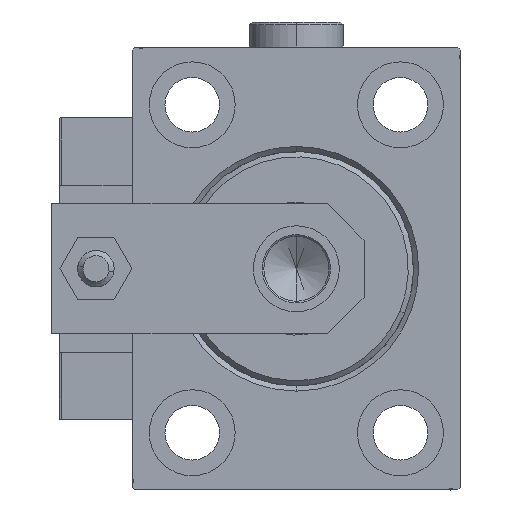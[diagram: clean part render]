
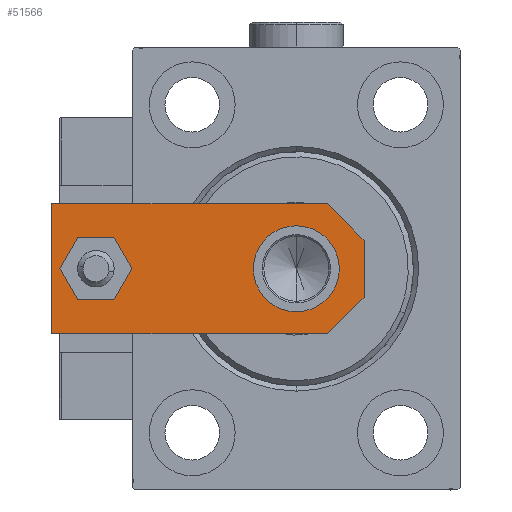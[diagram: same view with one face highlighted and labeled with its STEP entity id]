
A CAD part, left-side view. The second image highlights one B-rep face of the part: STEP entity #51566.
In plain terms, the highlighted face is planar.
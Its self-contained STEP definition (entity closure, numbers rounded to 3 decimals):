
#1011 = VERTEX_POINT ( 'NONE', #24040 ) ;
#1012 = EDGE_CURVE ( 'NONE', #40190, #48694, #39925, .T. ) ;
#2155 = CARTESIAN_POINT ( 'NONE',  ( 0., 13., 6. ) ) ;
#3682 = VECTOR ( 'NONE', #21546, 1000. ) ;
#4359 = VECTOR ( 'NONE', #26058, 1000. ) ;
#4414 = EDGE_CURVE ( 'NONE', #43210, #44294, #33570, .T. ) ;
#4556 = LINE ( 'NONE', #32189, #27287 ) ;
#5619 = CARTESIAN_POINT ( 'NONE',  ( 12.5, 0., 6. ) ) ;
#6039 = ORIENTED_EDGE ( 'NONE', *, *, #12036, .T. ) ;
#6478 = CARTESIAN_POINT ( 'NONE',  ( -12.5, 0., 6. ) ) ;
#7002 = LINE ( 'NONE', #35409, #15729 ) ;
#8110 = DIRECTION ( 'NONE',  ( -1., 0., 0. ) ) ;
#8193 = FACE_BOUND ( 'NONE', #39621, .T. ) ;
#8680 = EDGE_CURVE ( 'NONE', #42554, #47696, #7002, .T. ) ;
#8968 = DIRECTION ( 'NONE',  ( 0., 0., 1. ) ) ;
#9048 = ORIENTED_EDGE ( 'NONE', *, *, #43564, .F. ) ;
#9241 = DIRECTION ( 'NONE',  ( 1., 0., 0. ) ) ;
#9453 = CARTESIAN_POINT ( 'NONE',  ( -8.25, 13., 6. ) ) ;
#10553 = VERTEX_POINT ( 'NONE', #9453 ) ;
#11305 = DIRECTION ( 'NONE',  ( 0., 0., 1. ) ) ;
#12036 = EDGE_CURVE ( 'NONE', #1011, #22223, #13477, .T. ) ;
#13477 = LINE ( 'NONE', #45513, #18243 ) ;
#13876 = AXIS2_PLACEMENT_3D ( 'NONE', #30854, #11305, #22784 ) ;
#14314 = LINE ( 'NONE', #6478, #4359 ) ;
#14905 = ORIENTED_EDGE ( 'NONE', *, *, #49133, .F. ) ;
#15729 = VECTOR ( 'NONE', #39834, 1000. ) ;
#16799 = FACE_OUTER_BOUND ( 'NONE', #18518, .T. ) ;
#17557 = PLANE ( 'NONE',  #44869 ) ;
#18078 = DIRECTION ( 'NONE',  ( 0., 0., 1. ) ) ;
#18243 = VECTOR ( 'NONE', #25478, 1000. ) ;
#18371 = EDGE_CURVE ( 'NONE', #44294, #43210, #45069, .T. ) ;
#18518 = EDGE_LOOP ( 'NONE', ( #27962, #6039, #20460, #47642, #37343, #47772 ) ) ;
#19118 = CARTESIAN_POINT ( 'NONE',  ( 5.5, 0., 6. ) ) ;
#19972 = EDGE_CURVE ( 'NONE', #22223, #42554, #14314, .T. ) ;
#20119 = CARTESIAN_POINT ( 'NONE',  ( 12.5, 60., 6. ) ) ;
#20460 = ORIENTED_EDGE ( 'NONE', *, *, #19972, .T. ) ;
#20498 = CARTESIAN_POINT ( 'NONE',  ( -4., 51.5, 6. ) ) ;
#20671 = CIRCLE ( 'NONE', #44799, 8.25 ) ;
#20930 = DIRECTION ( 'NONE',  ( 1., 0., 0. ) ) ;
#21231 = CARTESIAN_POINT ( 'NONE',  ( 0., 0., 6. ) ) ;
#21546 = DIRECTION ( 'NONE',  ( 0., 1., 0. ) ) ;
#22223 = VERTEX_POINT ( 'NONE', #45245 ) ;
#22611 = AXIS2_PLACEMENT_3D ( 'NONE', #28741, #44628, #20930 ) ;
#22784 = DIRECTION ( 'NONE',  ( 1., 0., 0. ) ) ;
#24040 = CARTESIAN_POINT ( 'NONE',  ( -12.5, 7., 6. ) ) ;
#25148 = FACE_BOUND ( 'NONE', #47612, .T. ) ;
#25478 = DIRECTION ( 'NONE',  ( 0.707, -0.707, 0. ) ) ;
#25542 = CIRCLE ( 'NONE', #13876, 8.25 ) ;
#26058 = DIRECTION ( 'NONE',  ( 1., 0., 0. ) ) ;
#27287 = VECTOR ( 'NONE', #44940, 1000. ) ;
#27962 = ORIENTED_EDGE ( 'NONE', *, *, #48845, .T. ) ;
#28052 = EDGE_CURVE ( 'NONE', #47696, #40190, #29623, .T. ) ;
#28209 = CARTESIAN_POINT ( 'NONE',  ( 8.25, 13., 6. ) ) ;
#28741 = CARTESIAN_POINT ( 'NONE',  ( 0., 51.5, 6. ) ) ;
#28854 = VERTEX_POINT ( 'NONE', #28209 ) ;
#29623 = LINE ( 'NONE', #5619, #3682 ) ;
#29662 = CARTESIAN_POINT ( 'NONE',  ( 12.5, 60., 6. ) ) ;
#30164 = DIRECTION ( 'NONE',  ( 0., 0., 1. ) ) ;
#30854 = CARTESIAN_POINT ( 'NONE',  ( 0., 13., 6. ) ) ;
#32189 = CARTESIAN_POINT ( 'NONE',  ( -12.5, 60., 6. ) ) ;
#33570 = CIRCLE ( 'NONE', #46876, 4. ) ;
#34568 = CARTESIAN_POINT ( 'NONE',  ( 4., 51.5, 6. ) ) ;
#35409 = CARTESIAN_POINT ( 'NONE',  ( 2.75, -2.75, 6. ) ) ;
#37343 = ORIENTED_EDGE ( 'NONE', *, *, #28052, .T. ) ;
#39621 = EDGE_LOOP ( 'NONE', ( #47017, #51498 ) ) ;
#39834 = DIRECTION ( 'NONE',  ( 0.707, 0.707, 0. ) ) ;
#39925 = LINE ( 'NONE', #20119, #45785 ) ;
#40190 = VERTEX_POINT ( 'NONE', #29662 ) ;
#42554 = VERTEX_POINT ( 'NONE', #19118 ) ;
#43210 = VERTEX_POINT ( 'NONE', #34568 ) ;
#43564 = EDGE_CURVE ( 'NONE', #10553, #28854, #25542, .T. ) ;
#44294 = VERTEX_POINT ( 'NONE', #20498 ) ;
#44628 = DIRECTION ( 'NONE',  ( 0., 0., 1. ) ) ;
#44799 = AXIS2_PLACEMENT_3D ( 'NONE', #2155, #18078, #9241 ) ;
#44869 = AXIS2_PLACEMENT_3D ( 'NONE', #21231, #8968, #48824 ) ;
#44940 = DIRECTION ( 'NONE',  ( 0., -1., 0. ) ) ;
#45069 = CIRCLE ( 'NONE', #22611, 4. ) ;
#45245 = CARTESIAN_POINT ( 'NONE',  ( -5.5, 0., 6. ) ) ;
#45513 = CARTESIAN_POINT ( 'NONE',  ( -2.75, -2.75, 6. ) ) ;
#45785 = VECTOR ( 'NONE', #8110, 1000. ) ;
#46752 = DIRECTION ( 'NONE',  ( 1., 0., 0. ) ) ;
#46876 = AXIS2_PLACEMENT_3D ( 'NONE', #49188, #30164, #46752 ) ;
#47017 = ORIENTED_EDGE ( 'NONE', *, *, #18371, .F. ) ;
#47612 = EDGE_LOOP ( 'NONE', ( #9048, #14905 ) ) ;
#47642 = ORIENTED_EDGE ( 'NONE', *, *, #8680, .T. ) ;
#47696 = VERTEX_POINT ( 'NONE', #50592 ) ;
#47772 = ORIENTED_EDGE ( 'NONE', *, *, #1012, .T. ) ;
#48694 = VERTEX_POINT ( 'NONE', #49913 ) ;
#48824 = DIRECTION ( 'NONE',  ( 1., 0., 0. ) ) ;
#48845 = EDGE_CURVE ( 'NONE', #48694, #1011, #4556, .T. ) ;
#49133 = EDGE_CURVE ( 'NONE', #28854, #10553, #20671, .T. ) ;
#49188 = CARTESIAN_POINT ( 'NONE',  ( 0., 51.5, 6. ) ) ;
#49913 = CARTESIAN_POINT ( 'NONE',  ( -12.5, 60., 6. ) ) ;
#50592 = CARTESIAN_POINT ( 'NONE',  ( 12.5, 7., 6. ) ) ;
#51498 = ORIENTED_EDGE ( 'NONE', *, *, #4414, .F. ) ;
#51566 = ADVANCED_FACE ( 'NONE', ( #8193, #16799, #25148 ), #17557, .T. ) ;
